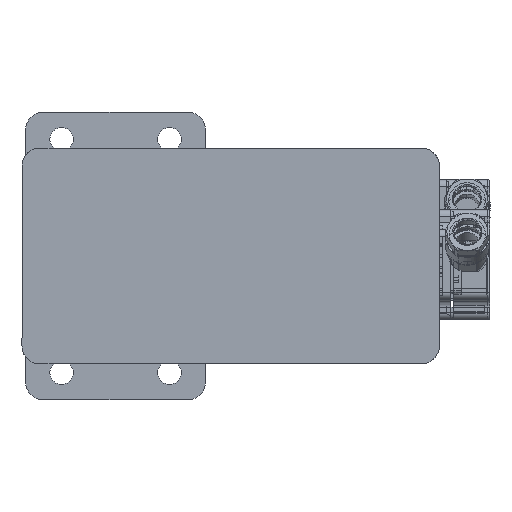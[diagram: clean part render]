
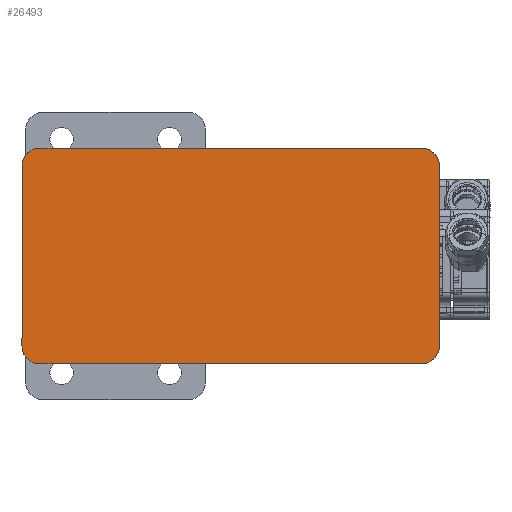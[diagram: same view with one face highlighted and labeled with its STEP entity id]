
A CAD part, front view. The second image highlights one B-rep face of the part: STEP entity #26493.
In plain terms, the highlighted face is planar.
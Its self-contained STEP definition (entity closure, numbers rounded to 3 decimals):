
#351 = ORIENTED_EDGE ( 'NONE', *, *, #34080, .T. ) ;
#1714 = VERTEX_POINT ( 'NONE', #44815 ) ;
#2048 = CARTESIAN_POINT ( 'NONE',  ( -25., 26.004, -56. ) ) ;
#2488 = ORIENTED_EDGE ( 'NONE', *, *, #55711, .T. ) ;
#2920 = AXIS2_PLACEMENT_3D ( 'NONE', #48926, #16939, #70967 ) ;
#4459 = VECTOR ( 'NONE', #23631, 1000. ) ;
#5201 = CARTESIAN_POINT ( 'NONE',  ( -25., -84.998, -56. ) ) ;
#6545 = VECTOR ( 'NONE', #8936, 1000. ) ;
#6572 = CARTESIAN_POINT ( 'NONE',  ( 30.002, 21.002, -56. ) ) ;
#6843 = CARTESIAN_POINT ( 'NONE',  ( 30.002, -84.998, -56. ) ) ;
#8421 = CARTESIAN_POINT ( 'NONE',  ( 25., 26.004, -56. ) ) ;
#8568 = CARTESIAN_POINT ( 'NONE',  ( -30.002, -84.998, -56. ) ) ;
#8936 = DIRECTION ( 'NONE',  ( 0., 1., 0. ) ) ;
#9286 = LINE ( 'NONE', #13392, #20187 ) ;
#9287 = LINE ( 'NONE', #8568, #6545 ) ;
#10496 = ORIENTED_EDGE ( 'NONE', *, *, #49715, .T. ) ;
#11290 = VECTOR ( 'NONE', #38360, 1000. ) ;
#11380 = FACE_OUTER_BOUND ( 'NONE', #35314, .T. ) ;
#12086 = DIRECTION ( 'NONE',  ( -1., 0., 0. ) ) ;
#13264 = EDGE_CURVE ( 'NONE', #18511, #1714, #27058, .T. ) ;
#13392 = CARTESIAN_POINT ( 'NONE',  ( -25., 26.004, -56. ) ) ;
#13394 = VERTEX_POINT ( 'NONE', #8421 ) ;
#13843 = CIRCLE ( 'NONE', #23090, 5.002 ) ;
#15368 = DIRECTION ( 'NONE',  ( -1., 0., 0. ) ) ;
#16939 = DIRECTION ( 'NONE',  ( 0., 0., -1. ) ) ;
#18465 = DIRECTION ( 'NONE',  ( 1., 0., 0. ) ) ;
#18511 = VERTEX_POINT ( 'NONE', #69089 ) ;
#20187 = VECTOR ( 'NONE', #18465, 1000. ) ;
#21779 = DIRECTION ( 'NONE',  ( 0., 0., -1. ) ) ;
#23090 = AXIS2_PLACEMENT_3D ( 'NONE', #31272, #65714, #65347 ) ;
#23631 = DIRECTION ( 'NONE',  ( 0., -1., 0. ) ) ;
#25522 = ORIENTED_EDGE ( 'NONE', *, *, #36042, .T. ) ;
#26493 = ADVANCED_FACE ( 'NONE', ( #11380 ), #34240, .T. ) ;
#27058 = LINE ( 'NONE', #29116, #11290 ) ;
#27087 = AXIS2_PLACEMENT_3D ( 'NONE', #62530, #29125, #12086 ) ;
#27196 = DIRECTION ( 'NONE',  ( -1., 0., 0. ) ) ;
#29116 = CARTESIAN_POINT ( 'NONE',  ( 25., -90.001, -56. ) ) ;
#29125 = DIRECTION ( 'NONE',  ( 0., 0., -1. ) ) ;
#29496 = ORIENTED_EDGE ( 'NONE', *, *, #13264, .T. ) ;
#31272 = CARTESIAN_POINT ( 'NONE',  ( 25., -84.998, -56. ) ) ;
#33276 = EDGE_CURVE ( 'NONE', #52158, #18511, #13843, .T. ) ;
#33742 = AXIS2_PLACEMENT_3D ( 'NONE', #5201, #55332, #15368 ) ;
#34080 = EDGE_CURVE ( 'NONE', #1714, #62265, #37278, .T. ) ;
#34240 = PLANE ( 'NONE',  #27087 ) ;
#35314 = EDGE_LOOP ( 'NONE', ( #68709, #2488, #25522, #10496, #45372, #29496, #351, #50664 ) ) ;
#36042 = EDGE_CURVE ( 'NONE', #13394, #61902, #45843, .T. ) ;
#37278 = CIRCLE ( 'NONE', #33742, 5.002 ) ;
#38239 = CARTESIAN_POINT ( 'NONE',  ( -30.002, -84.998, -56. ) ) ;
#38360 = DIRECTION ( 'NONE',  ( -1., 0., 0. ) ) ;
#38675 = CARTESIAN_POINT ( 'NONE',  ( 30.002, 21.002, -56. ) ) ;
#44815 = CARTESIAN_POINT ( 'NONE',  ( -25., -90.001, -56. ) ) ;
#45372 = ORIENTED_EDGE ( 'NONE', *, *, #33276, .T. ) ;
#45843 = CIRCLE ( 'NONE', #2920, 5.002 ) ;
#48153 = CIRCLE ( 'NONE', #64318, 5.002 ) ;
#48680 = CARTESIAN_POINT ( 'NONE',  ( -25., 21.002, -56. ) ) ;
#48926 = CARTESIAN_POINT ( 'NONE',  ( 25., 21.002, -56. ) ) ;
#49715 = EDGE_CURVE ( 'NONE', #61902, #52158, #57056, .T. ) ;
#50664 = ORIENTED_EDGE ( 'NONE', *, *, #60545, .T. ) ;
#52158 = VERTEX_POINT ( 'NONE', #6843 ) ;
#53351 = VERTEX_POINT ( 'NONE', #2048 ) ;
#55332 = DIRECTION ( 'NONE',  ( 0., 0., -1. ) ) ;
#55711 = EDGE_CURVE ( 'NONE', #53351, #13394, #9286, .T. ) ;
#57056 = LINE ( 'NONE', #6572, #4459 ) ;
#58119 = EDGE_CURVE ( 'NONE', #67488, #53351, #48153, .T. ) ;
#60545 = EDGE_CURVE ( 'NONE', #62265, #67488, #9287, .T. ) ;
#61902 = VERTEX_POINT ( 'NONE', #38675 ) ;
#62265 = VERTEX_POINT ( 'NONE', #38239 ) ;
#62530 = CARTESIAN_POINT ( 'NONE',  ( -25., 21.002, -56. ) ) ;
#64318 = AXIS2_PLACEMENT_3D ( 'NONE', #48680, #21779, #27196 ) ;
#65347 = DIRECTION ( 'NONE',  ( -1., 0., 0. ) ) ;
#65714 = DIRECTION ( 'NONE',  ( 0., 0., -1. ) ) ;
#67488 = VERTEX_POINT ( 'NONE', #69822 ) ;
#68709 = ORIENTED_EDGE ( 'NONE', *, *, #58119, .T. ) ;
#69089 = CARTESIAN_POINT ( 'NONE',  ( 25., -90.001, -56. ) ) ;
#69822 = CARTESIAN_POINT ( 'NONE',  ( -30.002, 21.002, -56. ) ) ;
#70967 = DIRECTION ( 'NONE',  ( -1., 0., 0. ) ) ;
